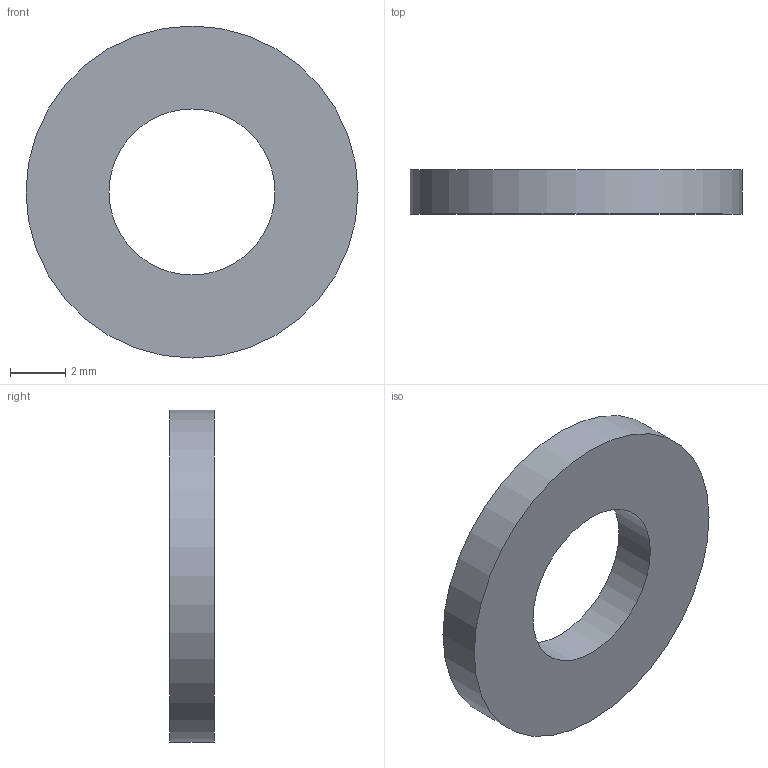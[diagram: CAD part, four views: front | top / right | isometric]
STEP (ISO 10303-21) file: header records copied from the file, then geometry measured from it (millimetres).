
FILE_DESCRIPTION(/* description */ (''),/* implementation_level */ '2;1');
FILE_NAME(/* name */ 'din_6902-a_m6-200hv.stp',/* time_stamp */ '2020-07-28T17:16:46-04:00',/* author */ ('Samuel'),/* organization */ ('TraceParts S.A.'),/* preprocessor_version */ 'ST-DEVELOPER v18',/* originating_system */ 'Autodesk Inventor 2020',/* authorisation */ '');
FILE_SCHEMA (('AUTOMOTIVE_DESIGN { 1 0 10303 214 3 1 1 }'));
Length unit declared in the file: millimetre
Products named in the file (1): din_6902-a_m6-200hv
Bounding box: 12 x 1.6 x 12 mm (x, y, z)
Volume: 135.7 mm3; surface area: 260.1 mm2
Topology: 1 solids, 1 shells, 4 faces, 10 edges, 8 vertices
Faces by surface type: cylinder 2, plane 2
Full cylindrical faces by diameter (mm): 6 x1, 12 x1
Entity records: 179 total; most frequent: DIRECTION 28, CARTESIAN_POINT 23, ORIENTED_EDGE 20, AXIS2_PLACEMENT_3D 13, EDGE_CURVE 10, CIRCLE 8, VERTEX_POINT 8, EDGE_LOOP 6
